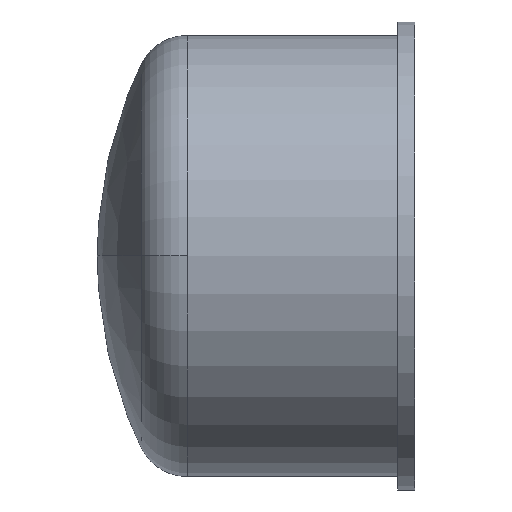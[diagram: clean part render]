
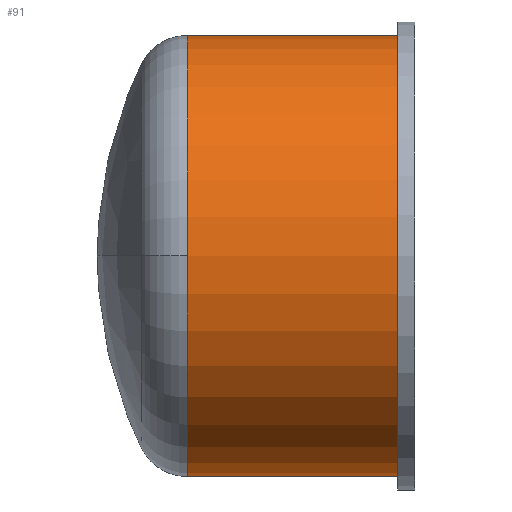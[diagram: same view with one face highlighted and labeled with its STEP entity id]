
A CAD part, top view. The second image highlights one B-rep face of the part: STEP entity #91.
In plain terms, the highlighted cylindrical face has radius 41 mm (diameter 82 mm), a partial arc.
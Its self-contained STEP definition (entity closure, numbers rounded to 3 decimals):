
#91 = ADVANCED_FACE( '', ( #130 ), #131, .T. );
#130 = FACE_OUTER_BOUND( '', #171, .T. );
#131 = CYLINDRICAL_SURFACE( '', #172, 41. );
#171 = EDGE_LOOP( '', ( #293, #294, #295, #296, #297 ) );
#172 = AXIS2_PLACEMENT_3D( '', #298, #299, #300 );
#293 = ORIENTED_EDGE( '', *, *, #321, .T. );
#294 = ORIENTED_EDGE( '', *, *, #318, .F. );
#295 = ORIENTED_EDGE( '', *, *, #352, .F. );
#296 = ORIENTED_EDGE( '', *, *, #323, .T. );
#297 = ORIENTED_EDGE( '', *, *, #351, .T. );
#298 = CARTESIAN_POINT( '', ( 6.267, 0., 0. ) );
#299 = DIRECTION( '', ( 1., 0., 0. ) );
#300 = DIRECTION( '', ( 0., 1., 0. ) );
#318 = EDGE_CURVE( '', #360, #362, #363, .T. );
#321 = EDGE_CURVE( '', #367, #362, #368, .T. );
#323 = EDGE_CURVE( '', #371, #369, #372, .T. );
#351 = EDGE_CURVE( '', #369, #367, #417, .T. );
#352 = EDGE_CURVE( '', #371, #360, #418, .T. );
#360 = VERTEX_POINT( '', #426 );
#362 = VERTEX_POINT( '', #428 );
#363 = CIRCLE( '', #429, 41. );
#367 = VERTEX_POINT( '', #433 );
#368 = LINE( '', #434, #435 );
#369 = VERTEX_POINT( '', #436 );
#371 = VERTEX_POINT( '', #438 );
#372 = LINE( '', #439, #440 );
#417 = CIRCLE( '', #491, 41. );
#418 = CIRCLE( '', #492, 41. );
#426 = CARTESIAN_POINT( '', ( -13.299, 0., 41. ) );
#428 = CARTESIAN_POINT( '', ( -13.299, 41., 0. ) );
#429 = AXIS2_PLACEMENT_3D( '', #506, #507, #508 );
#433 = CARTESIAN_POINT( '', ( 25.833, 41., 0. ) );
#434 = CARTESIAN_POINT( '', ( 6.267, 41., 0. ) );
#435 = VECTOR( '', #515, 1. );
#436 = CARTESIAN_POINT( '', ( 25.833, -41., 0. ) );
#438 = CARTESIAN_POINT( '', ( -13.299, -41., 0. ) );
#439 = CARTESIAN_POINT( '', ( 6.267, -41., 0. ) );
#440 = VECTOR( '', #519, 1. );
#491 = AXIS2_PLACEMENT_3D( '', #589, #590, #591 );
#492 = AXIS2_PLACEMENT_3D( '', #592, #593, #594 );
#506 = CARTESIAN_POINT( '', ( -13.299, 0., 0. ) );
#507 = DIRECTION( '', ( -1., 0., 0. ) );
#508 = DIRECTION( '', ( 0., 1., 0. ) );
#515 = DIRECTION( '', ( -1., 0., 0. ) );
#519 = DIRECTION( '', ( 1., 0., 0. ) );
#589 = CARTESIAN_POINT( '', ( 25.833, 0., 0. ) );
#590 = DIRECTION( '', ( -1., 0., 0. ) );
#591 = DIRECTION( '', ( 0., 1., 0. ) );
#592 = CARTESIAN_POINT( '', ( -13.299, 0., 0. ) );
#593 = DIRECTION( '', ( -1., 0., 0. ) );
#594 = DIRECTION( '', ( 0., 1., 0. ) );
